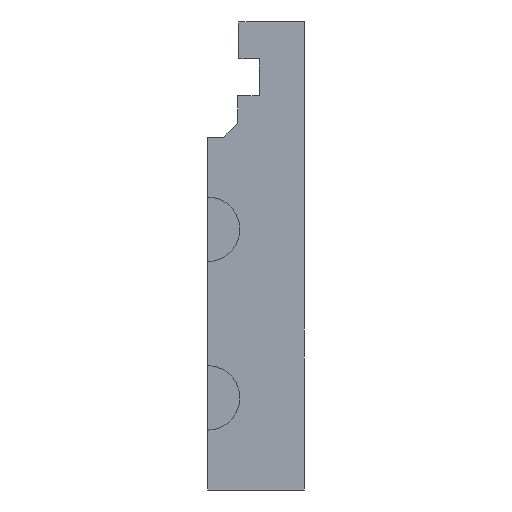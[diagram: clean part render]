
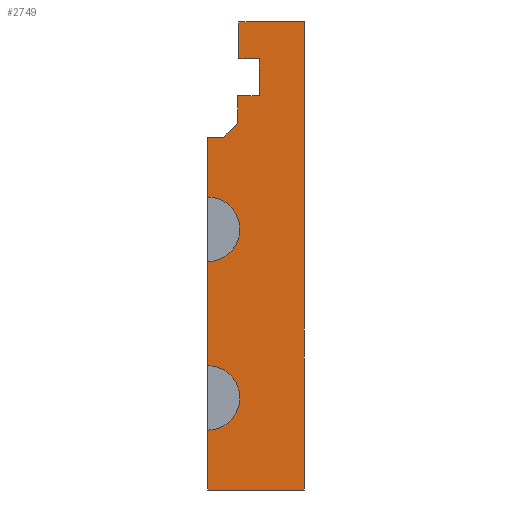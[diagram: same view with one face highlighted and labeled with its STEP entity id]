
A CAD part, left-side view. The second image highlights one B-rep face of the part: STEP entity #2749.
In plain terms, the highlighted planar face has unit normal (-1, 0, 0).
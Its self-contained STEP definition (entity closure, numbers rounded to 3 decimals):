
#41 = VERTEX_POINT ( 'NONE', #233 ) ;
#56 = PLANE ( 'NONE',  #2381 ) ;
#75 = CARTESIAN_POINT ( 'NONE',  ( -99., 58.45, 11.825 ) ) ;
#122 = VECTOR ( 'NONE', #2422, 1000. ) ;
#200 = DIRECTION ( 'NONE',  ( 0., 1., 0. ) ) ;
#233 = CARTESIAN_POINT ( 'NONE',  ( -99., 61.25, -9.575 ) ) ;
#497 = VERTEX_POINT ( 'NONE', #2184 ) ;
#510 = CARTESIAN_POINT ( 'NONE',  ( -99., 61.25, 4.575 ) ) ;
#545 = DIRECTION ( 'NONE',  ( 0., 0., -1. ) ) ;
#559 = LINE ( 'NONE', #1172, #2532 ) ;
#584 = CARTESIAN_POINT ( 'NONE',  ( -99., 61.25, 2.825 ) ) ;
#599 = EDGE_CURVE ( 'NONE', #3671, #41, #2932, .T. ) ;
#635 = CARTESIAN_POINT ( 'NONE',  ( -99., 59.625, 11.825 ) ) ;
#659 = LINE ( 'NONE', #3624, #2513 ) ;
#708 = ORIENTED_EDGE ( 'NONE', *, *, #1898, .F. ) ;
#715 = LINE ( 'NONE', #2846, #1463 ) ;
#777 = VECTOR ( 'NONE', #2925, 1000. ) ;
#789 = EDGE_CURVE ( 'NONE', #1447, #1654, #3715, .T. ) ;
#800 = CARTESIAN_POINT ( 'NONE',  ( -99., 59.625, 10.325 ) ) ;
#850 = ORIENTED_EDGE ( 'NONE', *, *, #599, .F. ) ;
#868 = CARTESIAN_POINT ( 'NONE',  ( -99., 66.5, -9.575 ) ) ;
#906 = EDGE_CURVE ( 'NONE', #3563, #1654, #1052, .T. ) ;
#987 = CARTESIAN_POINT ( 'NONE',  ( -99., 59.55, 15.825 ) ) ;
#1037 = VERTEX_POINT ( 'NONE', #1315 ) ;
#1047 = ORIENTED_EDGE ( 'NONE', *, *, #2885, .F. ) ;
#1052 = CIRCLE ( 'NONE', #2375, 1.75 ) ;
#1055 = CARTESIAN_POINT ( 'NONE',  ( -99., 56., 15.825 ) ) ;
#1137 = VERTEX_POINT ( 'NONE', #75 ) ;
#1147 = ORIENTED_EDGE ( 'NONE', *, *, #3766, .F. ) ;
#1163 = VERTEX_POINT ( 'NONE', #1626 ) ;
#1172 = CARTESIAN_POINT ( 'NONE',  ( -99., 56., -9.575 ) ) ;
#1178 = VECTOR ( 'NONE', #1560, 1000. ) ;
#1208 = VECTOR ( 'NONE', #2443, 1000. ) ;
#1214 = DIRECTION ( 'NONE',  ( 0., -1., 0. ) ) ;
#1216 = CARTESIAN_POINT ( 'NONE',  ( -99., 59.55, 15.825 ) ) ;
#1247 = CARTESIAN_POINT ( 'NONE',  ( -99., 0., 0. ) ) ;
#1273 = CARTESIAN_POINT ( 'NONE',  ( -99., 61.25, 0. ) ) ;
#1282 = EDGE_CURVE ( 'NONE', #1447, #1769, #2539, .T. ) ;
#1297 = LINE ( 'NONE', #635, #3359 ) ;
#1315 = CARTESIAN_POINT ( 'NONE',  ( -99., 59.55, 13.825 ) ) ;
#1356 = EDGE_LOOP ( 'NONE', ( #2574, #2198, #2169, #2177, #1543, #1852, #850, #2446, #3646, #1047, #1147, #3744, #708, #2711, #2262 ) ) ;
#1396 = CARTESIAN_POINT ( 'NONE',  ( -99., 59.625, 11.825 ) ) ;
#1404 = LINE ( 'NONE', #800, #2979 ) ;
#1447 = VERTEX_POINT ( 'NONE', #584 ) ;
#1456 = VECTOR ( 'NONE', #1740, 1000. ) ;
#1463 = VECTOR ( 'NONE', #200, 1000. ) ;
#1492 = CARTESIAN_POINT ( 'NONE',  ( -99., 56., 15.825 ) ) ;
#1538 = CARTESIAN_POINT ( 'NONE',  ( -99., 61.25, 0. ) ) ;
#1543 = ORIENTED_EDGE ( 'NONE', *, *, #906, .F. ) ;
#1560 = DIRECTION ( 'NONE',  ( 0., 0., -1. ) ) ;
#1563 = VECTOR ( 'NONE', #2688, 1000. ) ;
#1581 = LINE ( 'NONE', #1538, #1178 ) ;
#1583 = EDGE_CURVE ( 'NONE', #497, #1769, #1904, .T. ) ;
#1605 = EDGE_CURVE ( 'NONE', #1163, #1679, #1404, .T. ) ;
#1616 = CARTESIAN_POINT ( 'NONE',  ( -99., 56., -9.575 ) ) ;
#1626 = CARTESIAN_POINT ( 'NONE',  ( -99., 59.625, 10.325 ) ) ;
#1654 = VERTEX_POINT ( 'NONE', #3808 ) ;
#1676 = CARTESIAN_POINT ( 'NONE',  ( -99., 60.375, 9.575 ) ) ;
#1679 = VERTEX_POINT ( 'NONE', #1676 ) ;
#1740 = DIRECTION ( 'NONE',  ( 0., -1., 0. ) ) ;
#1769 = VERTEX_POINT ( 'NONE', #2977 ) ;
#1780 = LINE ( 'NONE', #2990, #3150 ) ;
#1794 = LINE ( 'NONE', #1492, #1563 ) ;
#1852 = ORIENTED_EDGE ( 'NONE', *, *, #2862, .T. ) ;
#1896 = DIRECTION ( 'NONE',  ( 0., 0., -1. ) ) ;
#1898 = EDGE_CURVE ( 'NONE', #3778, #1137, #1297, .T. ) ;
#1897 = CARTESIAN_POINT ( 'NONE',  ( -99., 61.25, -6.325 ) ) ;
#1904 = LINE ( 'NONE', #2128, #1208 ) ;
#1988 = VERTEX_POINT ( 'NONE', #2264 ) ;
#2127 = DIRECTION ( 'NONE',  ( 0., 0., 1. ) ) ;
#2128 = CARTESIAN_POINT ( 'NONE',  ( -99., 61.25, 0. ) ) ;
#2169 = ORIENTED_EDGE ( 'NONE', *, *, #1282, .F. ) ;
#2172 = EDGE_CURVE ( 'NONE', #2400, #3671, #559, .T. ) ;
#2177 = ORIENTED_EDGE ( 'NONE', *, *, #789, .T. ) ;
#2184 = CARTESIAN_POINT ( 'NONE',  ( -99., 61.25, 9.575 ) ) ;
#2198 = ORIENTED_EDGE ( 'NONE', *, *, #1583, .T. ) ;
#2262 = ORIENTED_EDGE ( 'NONE', *, *, #1605, .T. ) ;
#2264 = CARTESIAN_POINT ( 'NONE',  ( -99., 58.45, 13.825 ) ) ;
#2318 = EDGE_CURVE ( 'NONE', #3594, #2400, #1794, .T. ) ;
#2375 = AXIS2_PLACEMENT_3D ( 'NONE', #3534, #3242, #545 ) ;
#2381 = AXIS2_PLACEMENT_3D ( 'NONE', #1247, #2448, #3285 ) ;
#2400 = VERTEX_POINT ( 'NONE', #1055 ) ;
#2422 = DIRECTION ( 'NONE',  ( 0., 0., 1. ) ) ;
#2443 = DIRECTION ( 'NONE',  ( 0., 0., -1. ) ) ;
#2446 = ORIENTED_EDGE ( 'NONE', *, *, #2172, .F. ) ;
#2448 = DIRECTION ( 'NONE',  ( -1., 0., 0. ) ) ;
#2513 = VECTOR ( 'NONE', #2127, 1000. ) ;
#2532 = VECTOR ( 'NONE', #3581, 1000. ) ;
#2539 = CIRCLE ( 'NONE', #3489, 1.75 ) ;
#2574 = ORIENTED_EDGE ( 'NONE', *, *, #3403, .F. ) ;
#2636 = DIRECTION ( 'NONE',  ( 0., 0., 1. ) ) ;
#2688 = DIRECTION ( 'NONE',  ( 0., -1., 0. ) ) ;
#2711 = ORIENTED_EDGE ( 'NONE', *, *, #3163, .F. ) ;
#2749 = ADVANCED_FACE ( 'NONE', ( #3000 ), #56, .T. ) ;
#2837 = DIRECTION ( 'NONE',  ( -1., 0., 0. ) ) ;
#2846 = CARTESIAN_POINT ( 'NONE',  ( -99., 59.55, 13.825 ) ) ;
#2862 = EDGE_CURVE ( 'NONE', #3563, #41, #1581, .T. ) ;
#2885 = EDGE_CURVE ( 'NONE', #1037, #3594, #3009, .T. ) ;
#2898 = DIRECTION ( 'NONE',  ( 0., 0., 1. ) ) ;
#2925 = DIRECTION ( 'NONE',  ( 0., 1., 0. ) ) ;
#2932 = LINE ( 'NONE', #868, #777 ) ;
#2977 = CARTESIAN_POINT ( 'NONE',  ( -99., 61.25, 6.325 ) ) ;
#2979 = VECTOR ( 'NONE', #3197, 1000. ) ;
#2990 = CARTESIAN_POINT ( 'NONE',  ( -99., 58.45, 13.825 ) ) ;
#3000 = FACE_OUTER_BOUND ( 'NONE', #1356, .T. ) ;
#3009 = LINE ( 'NONE', #1216, #122 ) ;
#3150 = VECTOR ( 'NONE', #2636, 1000. ) ;
#3163 = EDGE_CURVE ( 'NONE', #1163, #3778, #659, .T. ) ;
#3197 = DIRECTION ( 'NONE',  ( 0., 0.707, -0.707 ) ) ;
#3242 = DIRECTION ( 'NONE',  ( -1., 0., 0. ) ) ;
#3285 = DIRECTION ( 'NONE',  ( 0., 0., 1. ) ) ;
#3295 = LINE ( 'NONE', #3598, #1456 ) ;
#3359 = VECTOR ( 'NONE', #1214, 1000. ) ;
#3386 = EDGE_CURVE ( 'NONE', #1137, #1988, #1780, .T. ) ;
#3403 = EDGE_CURVE ( 'NONE', #497, #1679, #3295, .T. ) ;
#3489 = AXIS2_PLACEMENT_3D ( 'NONE', #510, #2837, #2898 ) ;
#3534 = CARTESIAN_POINT ( 'NONE',  ( -99., 61.25, -4.575 ) ) ;
#3563 = VERTEX_POINT ( 'NONE', #1897 ) ;
#3581 = DIRECTION ( 'NONE',  ( 0., 0., -1. ) ) ;
#3594 = VERTEX_POINT ( 'NONE', #987 ) ;
#3598 = CARTESIAN_POINT ( 'NONE',  ( -99., 62.875, 9.575 ) ) ;
#3600 = VECTOR ( 'NONE', #1896, 1000. ) ;
#3624 = CARTESIAN_POINT ( 'NONE',  ( -99., 59.625, 11.825 ) ) ;
#3646 = ORIENTED_EDGE ( 'NONE', *, *, #2318, .F. ) ;
#3671 = VERTEX_POINT ( 'NONE', #1616 ) ;
#3715 = LINE ( 'NONE', #1273, #3600 ) ;
#3744 = ORIENTED_EDGE ( 'NONE', *, *, #3386, .F. ) ;
#3766 = EDGE_CURVE ( 'NONE', #1988, #1037, #715, .T. ) ;
#3778 = VERTEX_POINT ( 'NONE', #1396 ) ;
#3808 = CARTESIAN_POINT ( 'NONE',  ( -99., 61.25, -2.825 ) ) ;
